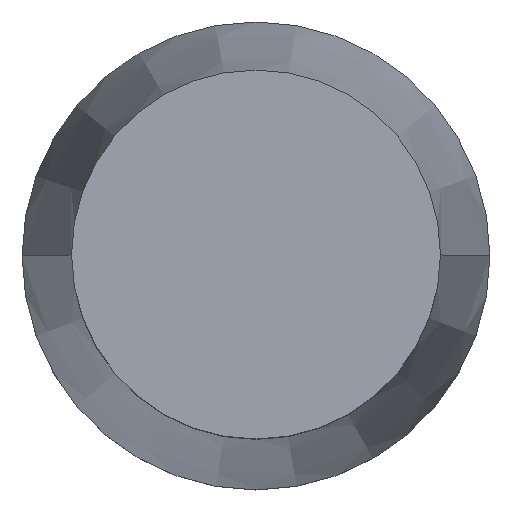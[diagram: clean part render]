
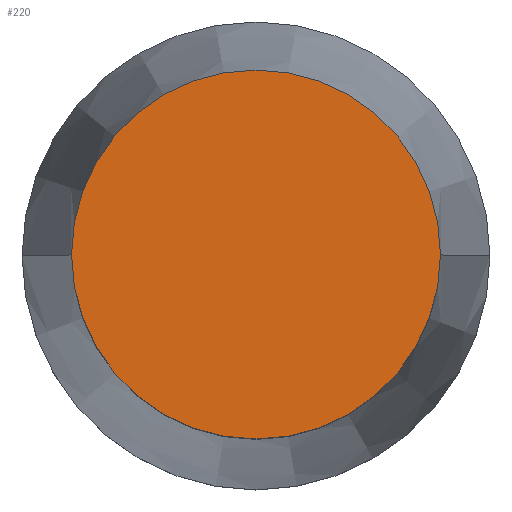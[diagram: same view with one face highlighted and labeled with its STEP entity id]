
A CAD part, top view. The second image highlights one B-rep face of the part: STEP entity #220.
In plain terms, the highlighted planar face has unit normal (0, 0, 1).
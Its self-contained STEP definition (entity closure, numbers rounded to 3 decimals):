
#7 = DIRECTION ( 'NONE',  ( 1., 0., 0. ) ) ;
#22 = FACE_OUTER_BOUND ( 'NONE', #521, .T. ) ;
#43 = CIRCLE ( 'NONE', #535, 10.25 ) ;
#120 = DIRECTION ( 'NONE',  ( 0., 0., 1. ) ) ;
#135 = EDGE_CURVE ( 'NONE', #181, #286, #43, .T. ) ;
#145 = EDGE_CURVE ( 'NONE', #286, #181, #666, .T. ) ;
#181 = VERTEX_POINT ( 'NONE', #219 ) ;
#207 = DIRECTION ( 'NONE',  ( 0., 0., -1. ) ) ;
#219 = CARTESIAN_POINT ( 'NONE',  ( 10.25, 0., 0. ) ) ;
#220 = ADVANCED_FACE ( 'NONE', ( #22 ), #611, .F. ) ;
#286 = VERTEX_POINT ( 'NONE', #661 ) ;
#318 = ORIENTED_EDGE ( 'NONE', *, *, #135, .T. ) ;
#330 = CARTESIAN_POINT ( 'NONE',  ( 0., 0., 0. ) ) ;
#408 = DIRECTION ( 'NONE',  ( 1., 0., 0. ) ) ;
#414 = DIRECTION ( 'NONE',  ( -1., 0., 0. ) ) ;
#518 = AXIS2_PLACEMENT_3D ( 'NONE', #537, #120, #408 ) ;
#521 = EDGE_LOOP ( 'NONE', ( #318, #722 ) ) ;
#535 = AXIS2_PLACEMENT_3D ( 'NONE', #330, #637, #7 ) ;
#537 = CARTESIAN_POINT ( 'NONE',  ( 0., 0., 0. ) ) ;
#541 = CARTESIAN_POINT ( 'NONE',  ( 0., 0., 0. ) ) ;
#611 = PLANE ( 'NONE',  #721 ) ;
#637 = DIRECTION ( 'NONE',  ( 0., 0., 1. ) ) ;
#661 = CARTESIAN_POINT ( 'NONE',  ( -10.25, 0., 0. ) ) ;
#666 = CIRCLE ( 'NONE', #518, 10.25 ) ;
#721 = AXIS2_PLACEMENT_3D ( 'NONE', #541, #207, #414 ) ;
#722 = ORIENTED_EDGE ( 'NONE', *, *, #145, .T. ) ;
